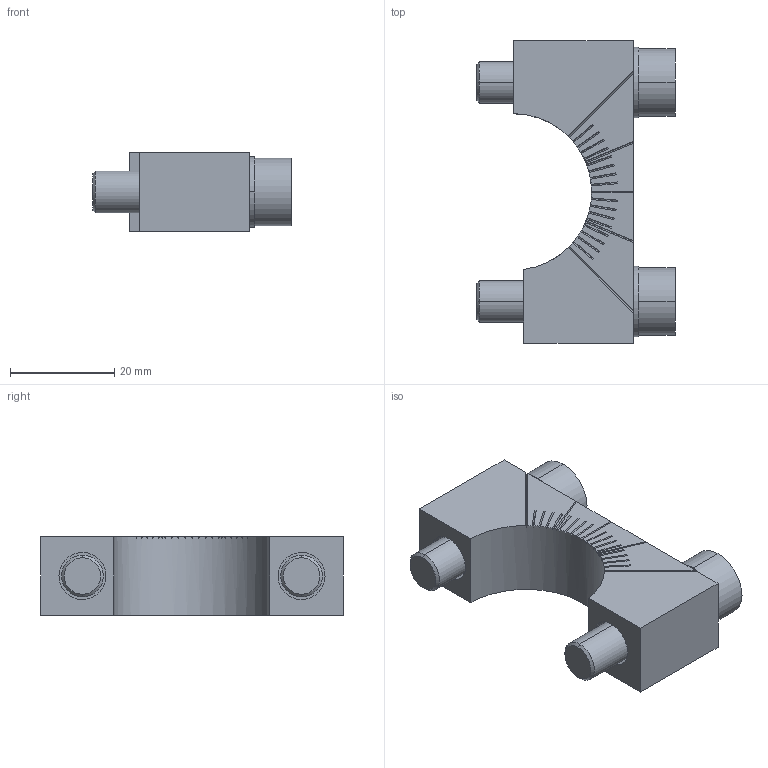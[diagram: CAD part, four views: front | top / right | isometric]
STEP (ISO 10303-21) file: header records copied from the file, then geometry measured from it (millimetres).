
FILE_DESCRIPTION(('CATIA V5 STEP Exchange'),'2;1');
FILE_NAME('AEGT205.stp','2017-07-06T00:27:52+00:00',('none'),('none'),'CATIA Version 5 Release 21 GA (IN-10)','CATIA V5 STEP AP203','none');
FILE_SCHEMA(('CONFIG_CONTROL_DESIGN'));
Length unit declared in the file: millimetre
Products named in the file (1): AEGT205
Bounding box: 38 x 58 x 15 mm (x, y, z)
Volume: 16633 mm3; surface area: 8002.6 mm2
Topology: 1 solids, 1 shells, 99 faces, 263 edges, 174 vertices
Faces by surface type: plane 78, cylinder 17, cone 4
Entity records: 3028 total; most frequent: CARTESIAN_POINT 654, ORIENTED_EDGE 526, DIRECTION 393, EDGE_CURVE 263, VERTEX_POINT 174, VECTOR 162, LINE 162, AXIS2_PLACEMENT_3D 146
